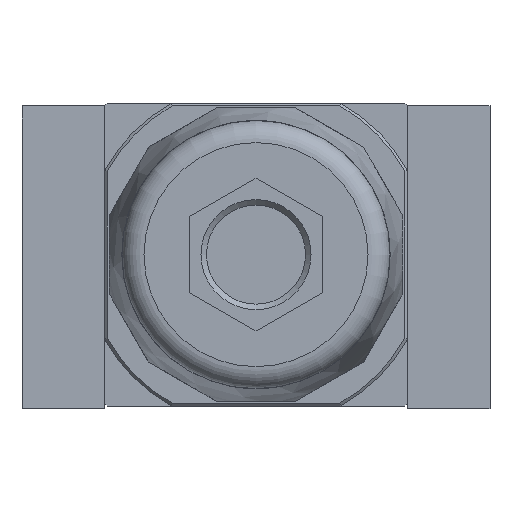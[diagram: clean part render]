
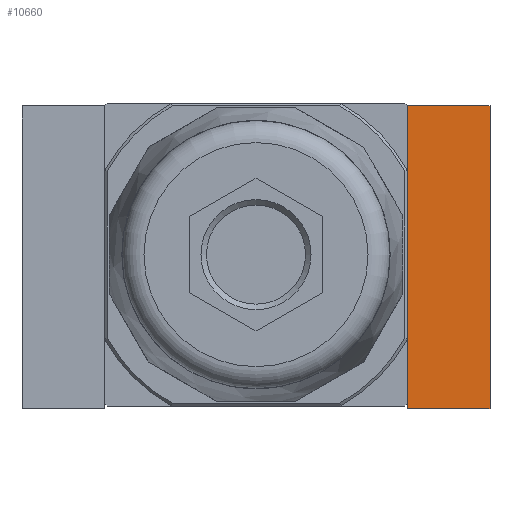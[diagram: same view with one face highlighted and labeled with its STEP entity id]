
A CAD part, front view. The second image highlights one B-rep face of the part: STEP entity #10660.
In plain terms, the highlighted face is planar.
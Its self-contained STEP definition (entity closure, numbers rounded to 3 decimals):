
#2738=ORIENTED_EDGE('',*,*,#4188,.T.);
#2739=ORIENTED_EDGE('',*,*,#4179,.F.);
#2740=ORIENTED_EDGE('',*,*,#4189,.F.);
#2741=ORIENTED_EDGE('',*,*,#4186,.T.);
#4179=EDGE_CURVE('',#5062,#5059,#5670,.T.);
#4186=EDGE_CURVE('',#5068,#5067,#5675,.T.);
#4188=EDGE_CURVE('',#5067,#5059,#5677,.T.);
#4189=EDGE_CURVE('',#5068,#5062,#5678,.T.);
#5059=VERTEX_POINT('',#16708);
#5062=VERTEX_POINT('',#16713);
#5067=VERTEX_POINT('',#16727);
#5068=VERTEX_POINT('',#16729);
#5670=LINE('',#16714,#6218);
#5675=LINE('',#16728,#6223);
#5677=LINE('',#16732,#6225);
#5678=LINE('',#16733,#6226);
#6218=VECTOR('',#13341,1000.);
#6223=VECTOR('',#13354,1000.);
#6225=VECTOR('',#13358,1000.);
#6226=VECTOR('',#13359,1000.);
#6791=EDGE_LOOP('',(#2738,#2739,#2740,#2741));
#7436=FACE_BOUND('',#6791,.T.);
#7855=PLANE('',#11440);
#10660=ADVANCED_FACE('',(#7436),#7855,.F.);
#11440=AXIS2_PLACEMENT_3D('',#16731,#13356,#13357);
#13341=DIRECTION('',(0.,0.,-1.));
#13354=DIRECTION('',(0.,0.,-1.));
#13356=DIRECTION('',(0.,-1.,0.));
#13357=DIRECTION('',(0.,0.,-1.));
#13358=DIRECTION('',(-1.,0.,0.));
#13359=DIRECTION('',(-1.,0.,0.));
#16708=CARTESIAN_POINT('',(-27.5,16.,-7.5));
#16713=CARTESIAN_POINT('',(-27.5,16.,7.5));
#16714=CARTESIAN_POINT('',(-27.5,16.,7.5));
#16727=CARTESIAN_POINT('',(27.5,16.,-7.5));
#16728=CARTESIAN_POINT('',(27.5,16.,7.5));
#16729=CARTESIAN_POINT('',(27.5,16.,7.5));
#16731=CARTESIAN_POINT('',(27.5,16.,7.5));
#16732=CARTESIAN_POINT('',(27.5,16.,-7.5));
#16733=CARTESIAN_POINT('',(27.5,16.,7.5));
